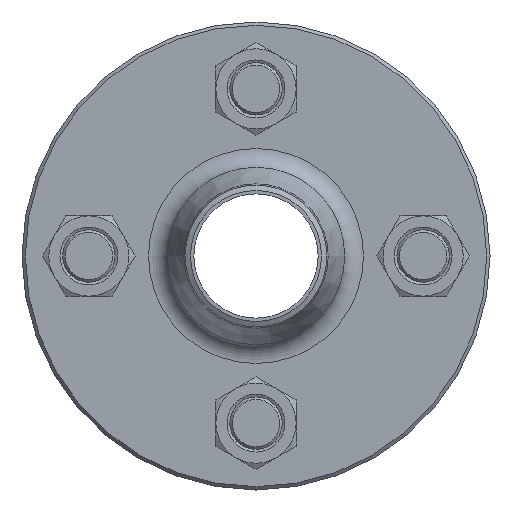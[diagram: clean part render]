
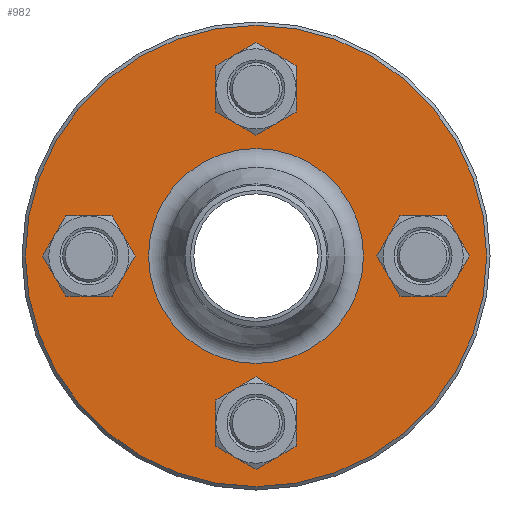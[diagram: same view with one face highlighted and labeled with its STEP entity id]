
A CAD part, left-side view. The second image highlights one B-rep face of the part: STEP entity #982.
In plain terms, the highlighted planar face has unit normal (-1, 0, 0).
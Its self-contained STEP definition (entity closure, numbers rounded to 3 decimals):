
#663=FACE_BOUND('',#1547,.T.);
#664=FACE_BOUND('',#1548,.T.);
#665=FACE_BOUND('',#1549,.T.);
#666=FACE_BOUND('',#1550,.T.);
#667=FACE_BOUND('',#1551,.T.);
#668=FACE_BOUND('',#1552,.T.);
#982=ADVANCED_FACE('',(#663,#664,#665,#666,#667,#668),#1264,.F.);
#1264=PLANE('',#4030);
#1547=EDGE_LOOP('',(#2055));
#1548=EDGE_LOOP('',(#2056));
#1549=EDGE_LOOP('',(#2057));
#1550=EDGE_LOOP('',(#2058));
#1551=EDGE_LOOP('',(#2059));
#1552=EDGE_LOOP('',(#2060));
#2055=ORIENTED_EDGE('',*,*,#3282,.T.);
#2056=ORIENTED_EDGE('',*,*,#3283,.T.);
#2057=ORIENTED_EDGE('',*,*,#3284,.T.);
#2058=ORIENTED_EDGE('',*,*,#3285,.T.);
#2059=ORIENTED_EDGE('',*,*,#3286,.T.);
#2060=ORIENTED_EDGE('',*,*,#3281,.T.);
#2940=VERTEX_POINT('',#5883);
#2941=VERTEX_POINT('',#5886);
#2942=VERTEX_POINT('',#5888);
#2943=VERTEX_POINT('',#5890);
#2944=VERTEX_POINT('',#5892);
#2945=VERTEX_POINT('',#5894);
#3281=EDGE_CURVE('',#2940,#2940,#3732,.T.);
#3282=EDGE_CURVE('',#2941,#2941,#3733,.T.);
#3283=EDGE_CURVE('',#2942,#2942,#3734,.T.);
#3284=EDGE_CURVE('',#2943,#2943,#3735,.T.);
#3285=EDGE_CURVE('',#2944,#2944,#3736,.T.);
#3286=EDGE_CURVE('',#2945,#2945,#3737,.T.);
#3732=CIRCLE('',#4023,32.147);
#3733=CIRCLE('',#4025,69.);
#3734=CIRCLE('',#4026,10.);
#3735=CIRCLE('',#4027,10.);
#3736=CIRCLE('',#4028,10.);
#3737=CIRCLE('',#4029,10.);
#4023=AXIS2_PLACEMENT_3D('',#5882,#4656,#4657);
#4025=AXIS2_PLACEMENT_3D('',#5885,#4660,#4661);
#4026=AXIS2_PLACEMENT_3D('',#5887,#4662,#4663);
#4027=AXIS2_PLACEMENT_3D('',#5889,#4664,#4665);
#4028=AXIS2_PLACEMENT_3D('',#5891,#4666,#4667);
#4029=AXIS2_PLACEMENT_3D('',#5893,#4668,#4669);
#4030=AXIS2_PLACEMENT_3D('',#5895,#4670,#4671);
#4656=DIRECTION('',(1.,0.,0.));
#4657=DIRECTION('',(0.,-1.,0.));
#4660=DIRECTION('',(-1.,0.,0.));
#4661=DIRECTION('',(0.,-1.,0.));
#4662=DIRECTION('',(1.,0.,0.));
#4663=DIRECTION('',(0.,-1.,0.));
#4664=DIRECTION('',(1.,0.,0.));
#4665=DIRECTION('',(0.,-1.,0.));
#4666=DIRECTION('',(1.,0.,0.));
#4667=DIRECTION('',(0.,-1.,0.));
#4668=DIRECTION('',(1.,0.,0.));
#4669=DIRECTION('',(0.,-1.,0.));
#4670=DIRECTION('',(1.,0.,0.));
#4671=DIRECTION('',(0.,-1.,0.));
#5882=CARTESIAN_POINT('',(-38.563,0.,70.));
#5883=CARTESIAN_POINT('',(-38.563,-32.147,70.));
#5885=CARTESIAN_POINT('',(-38.563,0.,70.));
#5886=CARTESIAN_POINT('',(-38.563,-69.,70.));
#5887=CARTESIAN_POINT('',(-38.563,50.,70.));
#5888=CARTESIAN_POINT('',(-38.563,40.,70.));
#5889=CARTESIAN_POINT('',(-38.563,0.,120.));
#5890=CARTESIAN_POINT('',(-38.563,-10.,120.));
#5891=CARTESIAN_POINT('',(-38.563,-50.,70.));
#5892=CARTESIAN_POINT('',(-38.563,-60.,70.));
#5893=CARTESIAN_POINT('',(-38.563,0.,20.));
#5894=CARTESIAN_POINT('',(-38.563,-10.,20.));
#5895=CARTESIAN_POINT('',(-38.563,0.,37.853));
